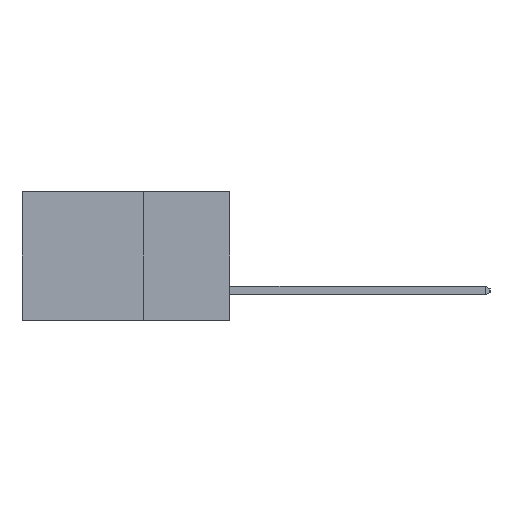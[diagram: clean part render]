
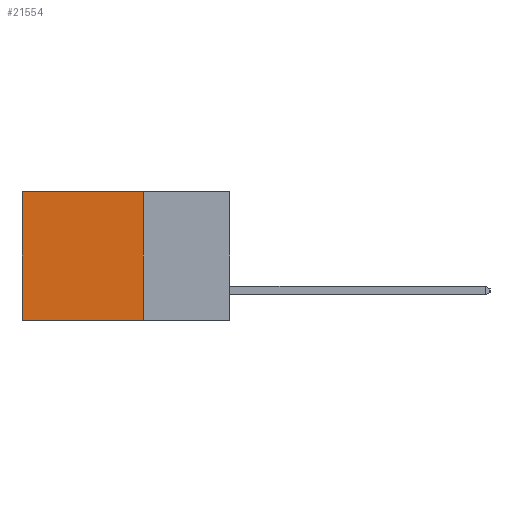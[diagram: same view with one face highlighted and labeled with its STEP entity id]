
A CAD part, left-side view. The second image highlights one B-rep face of the part: STEP entity #21554.
In plain terms, the highlighted planar face has unit normal (-1, 0, 0).
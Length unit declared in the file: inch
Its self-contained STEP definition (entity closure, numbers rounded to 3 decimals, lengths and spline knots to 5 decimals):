
#715 = VECTOR ( 'NONE', #15418, 39.37008 ) ;
#1584 = DIRECTION ( 'NONE',  ( 0., 0., -1. ) ) ;
#1825 = ORIENTED_EDGE ( 'NONE', *, *, #13041, .F. ) ;
#2705 = ORIENTED_EDGE ( 'NONE', *, *, #5058, .T. ) ;
#3122 = VERTEX_POINT ( 'NONE', #8342 ) ;
#3148 = EDGE_CURVE ( 'NONE', #3122, #7136, #10937, .T. ) ;
#3537 = EDGE_CURVE ( 'NONE', #22499, #9984, #17338, .T. ) ;
#5045 = CARTESIAN_POINT ( 'NONE',  ( 0.298, 0.6, -0.37 ) ) ;
#5058 = EDGE_CURVE ( 'NONE', #7136, #9984, #16180, .T. ) ;
#5817 = DIRECTION ( 'NONE',  ( 0., 1., 0. ) ) ;
#6144 = VECTOR ( 'NONE', #13820, 39.37008 ) ;
#6252 = ORIENTED_EDGE ( 'NONE', *, *, #3148, .T. ) ;
#7136 = VERTEX_POINT ( 'NONE', #8574 ) ;
#8342 = CARTESIAN_POINT ( 'NONE',  ( 0.298, 0.25, 0. ) ) ;
#8574 = CARTESIAN_POINT ( 'NONE',  ( 0.298, 0.6, 0. ) ) ;
#9446 = CARTESIAN_POINT ( 'NONE',  ( 0.298, 0.25, 0. ) ) ;
#9984 = VERTEX_POINT ( 'NONE', #5045 ) ;
#10937 = LINE ( 'NONE', #12871, #715 ) ;
#11044 = ORIENTED_EDGE ( 'NONE', *, *, #3537, .F. ) ;
#11096 = PLANE ( 'NONE',  #16034 ) ;
#12310 = FACE_OUTER_BOUND ( 'NONE', #19951, .T. ) ;
#12398 = VECTOR ( 'NONE', #5817, 39.37008 ) ;
#12488 = CARTESIAN_POINT ( 'NONE',  ( 0.298, 0.25, -0.37 ) ) ;
#12782 = LINE ( 'NONE', #9446, #21375 ) ;
#12871 = CARTESIAN_POINT ( 'NONE',  ( 0.298, 0.25, 0. ) ) ;
#13007 = DIRECTION ( 'NONE',  ( 1., 0., 0. ) ) ;
#13041 = EDGE_CURVE ( 'NONE', #3122, #22499, #12782, .T. ) ;
#13597 = CARTESIAN_POINT ( 'NONE',  ( 0.298, 0.25, -0.37 ) ) ;
#13820 = DIRECTION ( 'NONE',  ( 0., 0., -1. ) ) ;
#15418 = DIRECTION ( 'NONE',  ( 0., 1., 0. ) ) ;
#16034 = AXIS2_PLACEMENT_3D ( 'NONE', #23964, #13007, #1584 ) ;
#16180 = LINE ( 'NONE', #17552, #6144 ) ;
#17338 = LINE ( 'NONE', #12488, #12398 ) ;
#17552 = CARTESIAN_POINT ( 'NONE',  ( 0.298, 0.6, 0. ) ) ;
#19951 = EDGE_LOOP ( 'NONE', ( #2705, #11044, #1825, #6252 ) ) ;
#21375 = VECTOR ( 'NONE', #22470, 39.37008 ) ;
#21554 = ADVANCED_FACE ( 'NONE', ( #12310 ), #11096, .F. ) ;
#22470 = DIRECTION ( 'NONE',  ( 0., 0., -1. ) ) ;
#22499 = VERTEX_POINT ( 'NONE', #13597 ) ;
#23964 = CARTESIAN_POINT ( 'NONE',  ( 0.298, 0.25, 0. ) ) ;
